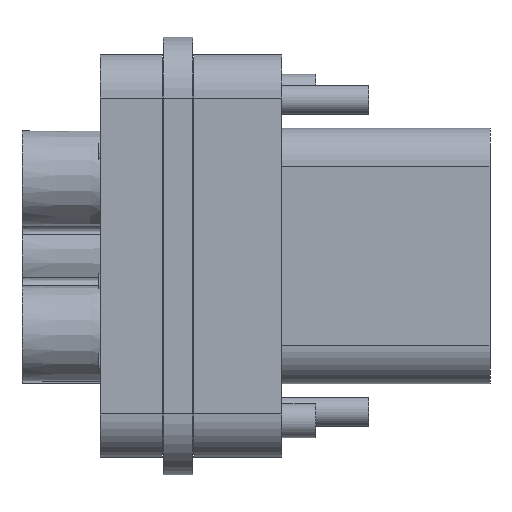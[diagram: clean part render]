
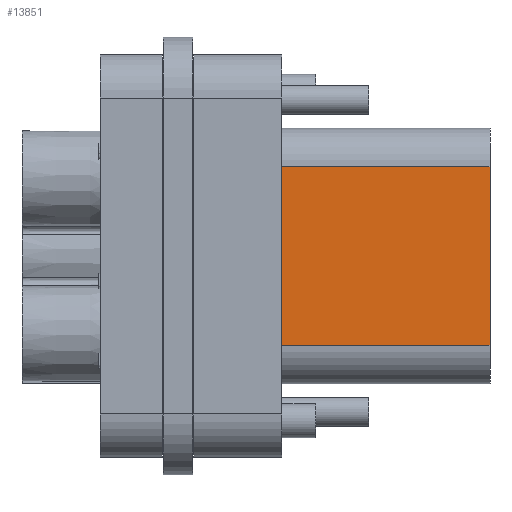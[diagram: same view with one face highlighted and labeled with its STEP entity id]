
A CAD part, left-side view. The second image highlights one B-rep face of the part: STEP entity #13851.
In plain terms, the highlighted planar face has unit normal (-1, 0, 0).
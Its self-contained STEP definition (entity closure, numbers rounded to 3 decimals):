
#1982=DIRECTION('',(0.,0.,1.));
#1983=VECTOR('',#1982,18.4);
#1984=CARTESIAN_POINT('',(-11.,-40.2,-9.2));
#1985=LINE('',#1984,#1983);
#4253=DIRECTION('',(0.,-1.,0.));
#4254=VECTOR('',#4253,21.5);
#4255=CARTESIAN_POINT('',(-11.,-18.7,-9.2));
#4256=LINE('',#4255,#4254);
#4261=DIRECTION('',(0.,0.,1.));
#4262=VECTOR('',#4261,18.4);
#4263=CARTESIAN_POINT('',(-11.,-18.7,-9.2));
#4264=LINE('',#4263,#4262);
#4269=DIRECTION('',(0.,1.,0.));
#4270=VECTOR('',#4269,21.5);
#4271=CARTESIAN_POINT('',(-11.,-40.2,9.2));
#4272=LINE('',#4271,#4270);
#7024=CARTESIAN_POINT('',(-11.,-18.7,9.2));
#7025=VERTEX_POINT('',#7024);
#7026=CARTESIAN_POINT('',(-11.,-18.7,-9.2));
#7027=VERTEX_POINT('',#7026);
#7278=CARTESIAN_POINT('',(-11.,-40.2,-9.2));
#7279=VERTEX_POINT('',#7278);
#7280=CARTESIAN_POINT('',(-11.,-40.2,9.2));
#7281=VERTEX_POINT('',#7280);
#13839=CARTESIAN_POINT('',(-11.,-18.7,9.2));
#13840=DIRECTION('',(-1.,0.,0.));
#13841=DIRECTION('',(0.,0.,-1.));
#13842=AXIS2_PLACEMENT_3D('',#13839,#13840,#13841);
#13843=PLANE('',#13842);
#13844=ORIENTED_EDGE('',*,*,#13790,.T.);
#13846=ORIENTED_EDGE('',*,*,#13845,.F.);
#13847=ORIENTED_EDGE('',*,*,#11452,.F.);
#13848=ORIENTED_EDGE('',*,*,#13832,.F.);
#13849=EDGE_LOOP('',(#13844,#13846,#13847,#13848));
#13850=FACE_OUTER_BOUND('',#13849,.F.);
#13851=ADVANCED_FACE('',(#13850),#13843,.T.);
#11452=EDGE_CURVE('',#7279,#7281,#1985,.T.);
#13790=EDGE_CURVE('',#7027,#7025,#4264,.T.);
#13832=EDGE_CURVE('',#7027,#7279,#4256,.T.);
#13845=EDGE_CURVE('',#7281,#7025,#4272,.T.);
